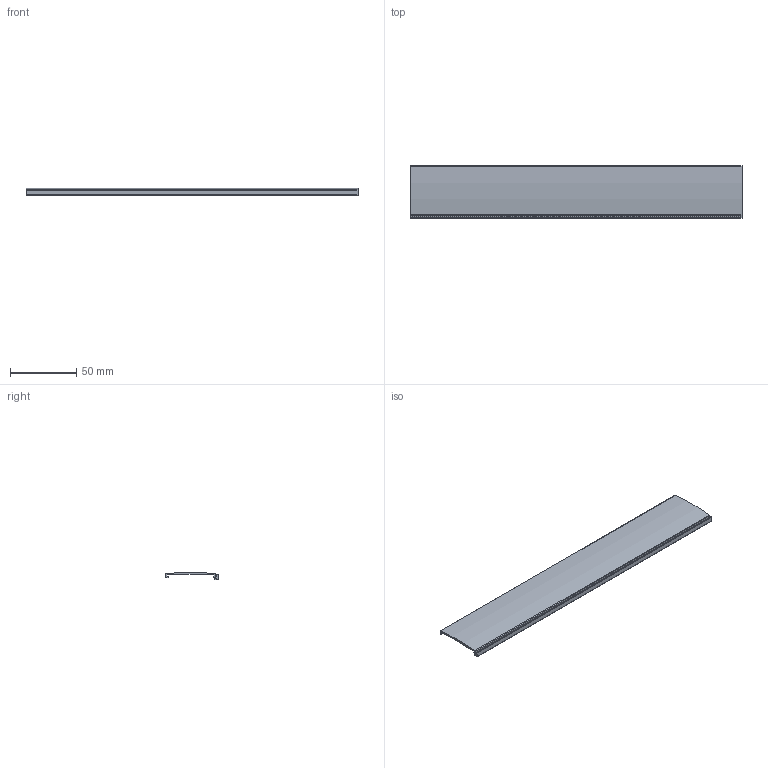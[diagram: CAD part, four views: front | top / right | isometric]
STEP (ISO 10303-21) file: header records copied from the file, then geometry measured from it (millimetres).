
FILE_DESCRIPTION(('CATIA V5 STEP Exchange','CAx-IF Rec.Pracs.--- Model Styling and Organization---1.5--- 2016-08-15','CAx-IF Rec.Pracs.---Supplemental Geometry---1.0---2011-11-01','CAx-IF Rec.Pracs.--- Composite Materials ---1.1---2010-07-15'),'2;1');
FILE_NAME ('D1477222_1', '2024-10-22T09:03:16+00:00', ('none'), ('Weidmueller'), 'CATIA Version 5-6 Release 2022 SP4 HF5', 'CATIA V5 STEP AP214 v3', 'none');
FILE_SCHEMA(('AUTOMOTIVE_DESIGN { 1 0 10303 214 1 1 1 1 }'));
Length unit declared in the file: millimetre
Products named in the file (1): S3D_CH20M_BUS_ADP_TS_35_250
Bounding box: 250 x 39.5 x 5.39 mm (x, y, z)
Volume: 16437.4 mm3; surface area: 24838.9 mm2
Topology: 1 solids, 1 shells, 36 faces, 102 edges, 68 vertices
Faces by surface type: plane 21, cylinder 15
Entity records: 1205 total; most frequent: CARTESIAN_POINT 206, ORIENTED_EDGE 204, DIRECTION 172, EDGE_CURVE 102, VECTOR 72, LINE 72, VERTEX_POINT 68, AXIS2_PLACEMENT_3D 66
